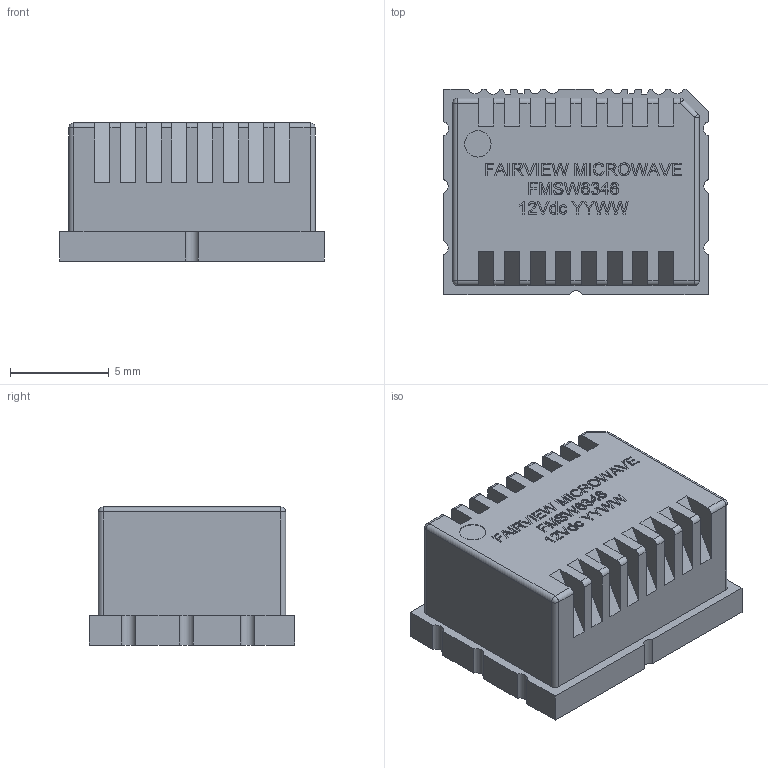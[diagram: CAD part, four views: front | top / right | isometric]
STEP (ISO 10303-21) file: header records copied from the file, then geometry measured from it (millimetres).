
FILE_DESCRIPTION (( 'STEP AP203' ), '1' );
FILE_NAME ('FMSW6346.step', '2020-04-10T15:38:54', ( '' ), ( '' ), 'SwSTEP 2.0', 'SolidWorks 2018', '' );
FILE_SCHEMA (( 'CONFIG_CONTROL_DESIGN' ));
Length unit declared in the file: inch
Products named in the file (1): FMSW6346
Bounding box: 13.4 x 10.4 x 7 mm (x, y, z)
Volume: 826.5 mm3; surface area: 648.4 mm2
Topology: 1 solids, 1 shells, 629 faces, 1735 edges, 1149 vertices
Faces by surface type: plane 419, bspline 165, cylinder 40, sphere 5
Full cylindrical faces by diameter (mm): 1.331 x1
Entity records: 27485 total; most frequent: CARTESIAN_POINT 12450, ORIENTED_EDGE 3460, DIRECTION 2410, EDGE_CURVE 1730, VECTOR 1320, LINE 1320, VERTEX_POINT 1149, EDGE_LOOP 675
